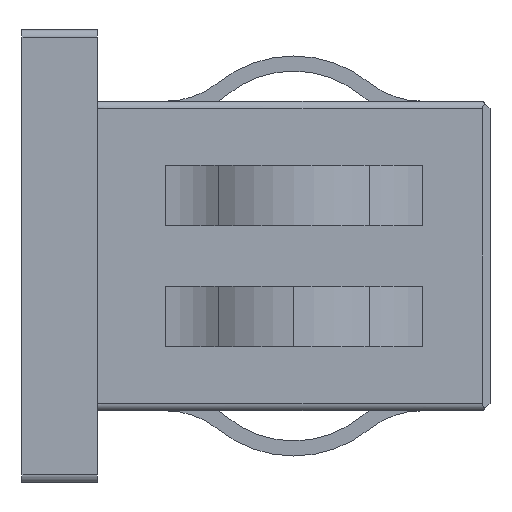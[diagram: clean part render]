
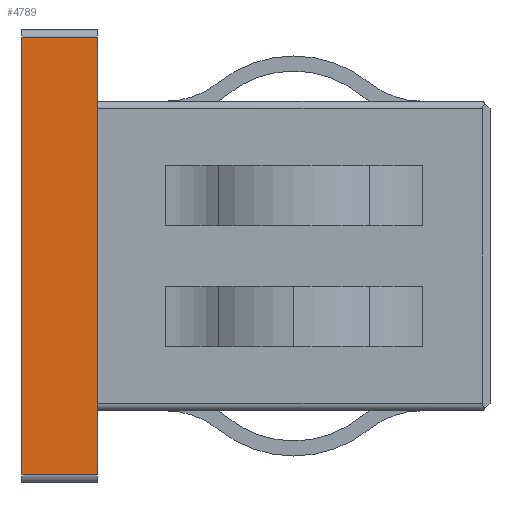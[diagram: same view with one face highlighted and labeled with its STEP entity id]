
A CAD part, left-side view. The second image highlights one B-rep face of the part: STEP entity #4789.
In plain terms, the highlighted planar face has unit normal (-1, 0, 0).
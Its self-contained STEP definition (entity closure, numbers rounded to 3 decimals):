
#79 = VECTOR ( 'NONE', #8359, 1000. ) ;
#779 = VERTEX_POINT ( 'NONE', #4668 ) ;
#956 = ORIENTED_EDGE ( 'NONE', *, *, #6928, .T. ) ;
#1070 = AXIS2_PLACEMENT_3D ( 'NONE', #4013, #10161, #6409 ) ;
#1405 = DIRECTION ( 'NONE',  ( 0., 0., 1. ) ) ;
#1428 = EDGE_CURVE ( 'NONE', #779, #14299, #7132, .T. ) ;
#1941 = CARTESIAN_POINT ( 'NONE',  ( -25., 0., -15. ) ) ;
#2024 = ORIENTED_EDGE ( 'NONE', *, *, #12189, .T. ) ;
#2097 = EDGE_LOOP ( 'NONE', ( #12023, #956, #2024, #13478 ) ) ;
#2600 = CARTESIAN_POINT ( 'NONE',  ( -25., 5., -14.5 ) ) ;
#3438 = CARTESIAN_POINT ( 'NONE',  ( -25., 5., 14.5 ) ) ;
#3463 = FACE_OUTER_BOUND ( 'NONE', #2097, .T. ) ;
#3741 = VECTOR ( 'NONE', #9963, 1000. ) ;
#4013 = CARTESIAN_POINT ( 'NONE',  ( -25., 5., -15. ) ) ;
#4628 = VECTOR ( 'NONE', #1405, 1000. ) ;
#4664 = VECTOR ( 'NONE', #12955, 1000. ) ;
#4668 = CARTESIAN_POINT ( 'NONE',  ( -25., 0., 14.5 ) ) ;
#4789 = ADVANCED_FACE ( 'NONE', ( #3463 ), #6253, .F. ) ;
#5904 = VERTEX_POINT ( 'NONE', #8470 ) ;
#6253 = PLANE ( 'NONE',  #1070 ) ;
#6409 = DIRECTION ( 'NONE',  ( 0., 0., -1. ) ) ;
#6928 = EDGE_CURVE ( 'NONE', #15196, #5904, #13697, .T. ) ;
#7132 = LINE ( 'NONE', #3438, #79 ) ;
#7576 = CARTESIAN_POINT ( 'NONE',  ( -25., 5., -15. ) ) ;
#8359 = DIRECTION ( 'NONE',  ( 0., 1., 0. ) ) ;
#8470 = CARTESIAN_POINT ( 'NONE',  ( -25., 0., -14.5 ) ) ;
#8839 = CARTESIAN_POINT ( 'NONE',  ( -25., 5., 14.5 ) ) ;
#9963 = DIRECTION ( 'NONE',  ( 0., -1., 0. ) ) ;
#10017 = LINE ( 'NONE', #1941, #4664 ) ;
#10161 = DIRECTION ( 'NONE',  ( 1., 0., 0. ) ) ;
#12023 = ORIENTED_EDGE ( 'NONE', *, *, #15118, .F. ) ;
#12189 = EDGE_CURVE ( 'NONE', #5904, #779, #10017, .T. ) ;
#12281 = LINE ( 'NONE', #7576, #4628 ) ;
#12955 = DIRECTION ( 'NONE',  ( 0., 0., 1. ) ) ;
#13478 = ORIENTED_EDGE ( 'NONE', *, *, #1428, .T. ) ;
#13597 = CARTESIAN_POINT ( 'NONE',  ( -25., 5., -14.5 ) ) ;
#13697 = LINE ( 'NONE', #13597, #3741 ) ;
#14299 = VERTEX_POINT ( 'NONE', #8839 ) ;
#15118 = EDGE_CURVE ( 'NONE', #15196, #14299, #12281, .T. ) ;
#15196 = VERTEX_POINT ( 'NONE', #2600 ) ;
